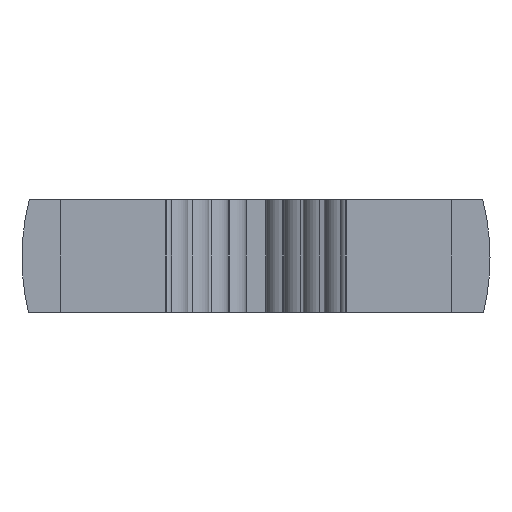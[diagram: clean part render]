
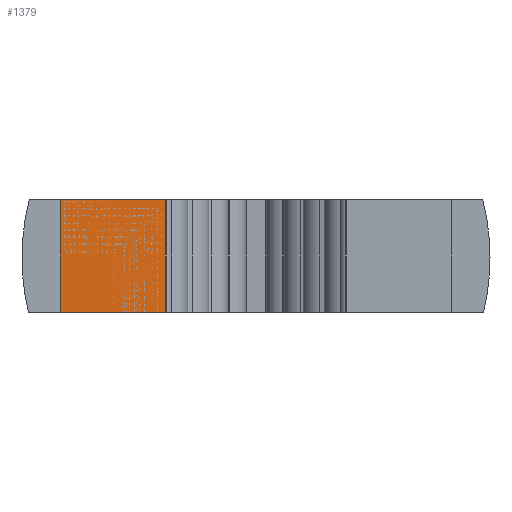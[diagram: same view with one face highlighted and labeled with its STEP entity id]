
A CAD part, front view. The second image highlights one B-rep face of the part: STEP entity #1379.
In plain terms, the highlighted planar face has unit normal (0, -1, 0).
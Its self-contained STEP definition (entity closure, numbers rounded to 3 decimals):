
#1350 = EDGE_CURVE('',#1351,#1353,#1355,.T.);
#1351 = VERTEX_POINT('',#1352);
#1352 = CARTESIAN_POINT('',(-13.523,-0.4,0.));
#1353 = VERTEX_POINT('',#1354);
#1354 = CARTESIAN_POINT('',(-13.523,-0.4,7.));
#1355 = LINE('',#1356,#1357);
#1356 = CARTESIAN_POINT('',(-13.523,-0.4,0.));
#1357 = VECTOR('',#1358,1.);
#1358 = DIRECTION('',(0.,0.,1.));
#1379 = ADVANCED_FACE('',(#1380),#1405,.T.);
#1380 = FACE_BOUND('',#1381,.F.);
#1381 = EDGE_LOOP('',(#1382,#1383,#1391,#1399));
#1382 = ORIENTED_EDGE('',*,*,#1350,.T.);
#1383 = ORIENTED_EDGE('',*,*,#1384,.T.);
#1384 = EDGE_CURVE('',#1353,#1385,#1387,.T.);
#1385 = VERTEX_POINT('',#1386);
#1386 = CARTESIAN_POINT('',(-7.,-0.4,7.));
#1387 = LINE('',#1388,#1389);
#1388 = CARTESIAN_POINT('',(-13.523,-0.4,7.));
#1389 = VECTOR('',#1390,1.);
#1390 = DIRECTION('',(1.,0.,0.));
#1391 = ORIENTED_EDGE('',*,*,#1392,.F.);
#1392 = EDGE_CURVE('',#1393,#1385,#1395,.T.);
#1393 = VERTEX_POINT('',#1394);
#1394 = CARTESIAN_POINT('',(-7.,-0.4,0.));
#1395 = LINE('',#1396,#1397);
#1396 = CARTESIAN_POINT('',(-7.,-0.4,0.));
#1397 = VECTOR('',#1398,1.);
#1398 = DIRECTION('',(0.,0.,1.));
#1399 = ORIENTED_EDGE('',*,*,#1400,.F.);
#1400 = EDGE_CURVE('',#1351,#1393,#1401,.T.);
#1401 = LINE('',#1402,#1403);
#1402 = CARTESIAN_POINT('',(-13.523,-0.4,0.));
#1403 = VECTOR('',#1404,1.);
#1404 = DIRECTION('',(1.,0.,0.));
#1405 = PLANE('',#1406);
#1406 = AXIS2_PLACEMENT_3D('',#1407,#1408,#1409);
#1407 = CARTESIAN_POINT('',(-13.523,-0.4,0.));
#1408 = DIRECTION('',(-0.,-1.,-0.));
#1409 = DIRECTION('',(-1.,0.,0.));
